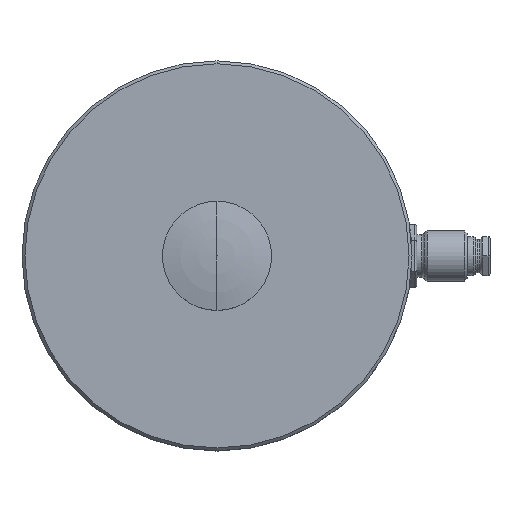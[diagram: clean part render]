
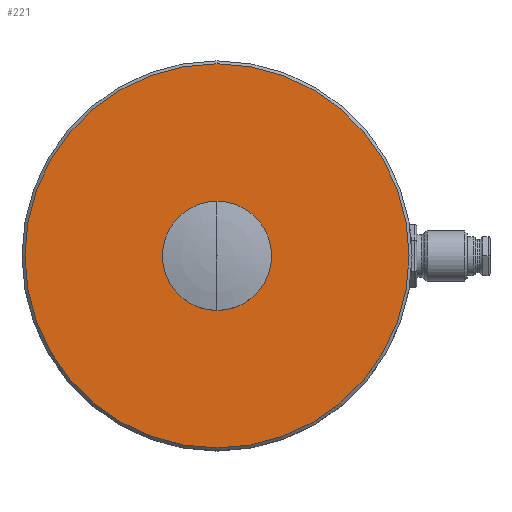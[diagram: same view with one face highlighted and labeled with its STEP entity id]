
A CAD part, top view. The second image highlights one B-rep face of the part: STEP entity #221.
In plain terms, the highlighted face is planar.
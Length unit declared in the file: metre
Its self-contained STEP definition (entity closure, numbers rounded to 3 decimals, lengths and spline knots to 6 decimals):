
#221=ADVANCED_FACE('0:72',(#476,#477),#478,.F.);
#476=FACE_OUTER_BOUND('',#782,.T.);
#477=FACE_BOUND('',#783,.T.);
#478=PLANE('',#784);
#782=EDGE_LOOP('',(#1205,#1206));
#783=EDGE_LOOP('',(#1207,#1208));
#784=AXIS2_PLACEMENT_3D('',#1209,#1210,#1211);
#1205=ORIENTED_EDGE('',*,*,#1775,.T.);
#1206=ORIENTED_EDGE('',*,*,#1829,.T.);
#1207=ORIENTED_EDGE('',*,*,#1826,.F.);
#1208=ORIENTED_EDGE('',*,*,#1779,.F.);
#1209=CARTESIAN_POINT('',(0.04925,0.035,0.0));
#1210=DIRECTION('',(0.0,-1.0,0.0));
#1211=DIRECTION('',(0.0,0.0,-1.0));
#1775=EDGE_CURVE('0:135',#2077,#2075,#2078,.T.);
#1779=EDGE_CURVE('',#2081,#2084,#2085,.T.);
#1826=EDGE_CURVE('0:126',#2084,#2081,#2151,.T.);
#1829=EDGE_CURVE('',#2075,#2077,#2154,.T.);
#2075=VERTEX_POINT('',#2547);
#2077=VERTEX_POINT('',#2550);
#2078=CIRCLE('',#2551,0.04925);
#2081=VERTEX_POINT('',#2555);
#2084=VERTEX_POINT('NONE',#2559);
#2085=CIRCLE('',#2560,0.014);
#2151=CIRCLE('',#2635,0.014);
#2154=CIRCLE('',#2638,0.04925);
#2547=CARTESIAN_POINT('',(0.,0.035,-0.04925));
#2550=CARTESIAN_POINT('',(0.,0.035,0.04925));
#2551=AXIS2_PLACEMENT_3D('',#3027,#3028,#3029);
#2555=CARTESIAN_POINT('',(0.,0.035,0.014));
#2559=CARTESIAN_POINT('',(0.,0.035,-0.014));
#2560=AXIS2_PLACEMENT_3D('',#3032,#3033,#3034);
#2635=AXIS2_PLACEMENT_3D('',#3116,#3117,#3118);
#2638=AXIS2_PLACEMENT_3D('',#3122,#3123,#3124);
#3027=CARTESIAN_POINT('',(0.0,0.035,0.0));
#3028=DIRECTION('',(-0.0,1.0,0.0));
#3029=DIRECTION('',(0.0,0.0,1.0));
#3032=CARTESIAN_POINT('',(0.0,0.035,0.0));
#3033=DIRECTION('',(-0.0,1.0,0.0));
#3034=DIRECTION('',(0.0,0.0,1.0));
#3116=CARTESIAN_POINT('',(0.0,0.035,0.0));
#3117=DIRECTION('',(-0.0,1.0,0.0));
#3118=DIRECTION('',(0.0,0.0,1.0));
#3122=CARTESIAN_POINT('',(0.0,0.035,0.0));
#3123=DIRECTION('',(-0.0,1.0,0.0));
#3124=DIRECTION('',(0.0,0.0,1.0));
